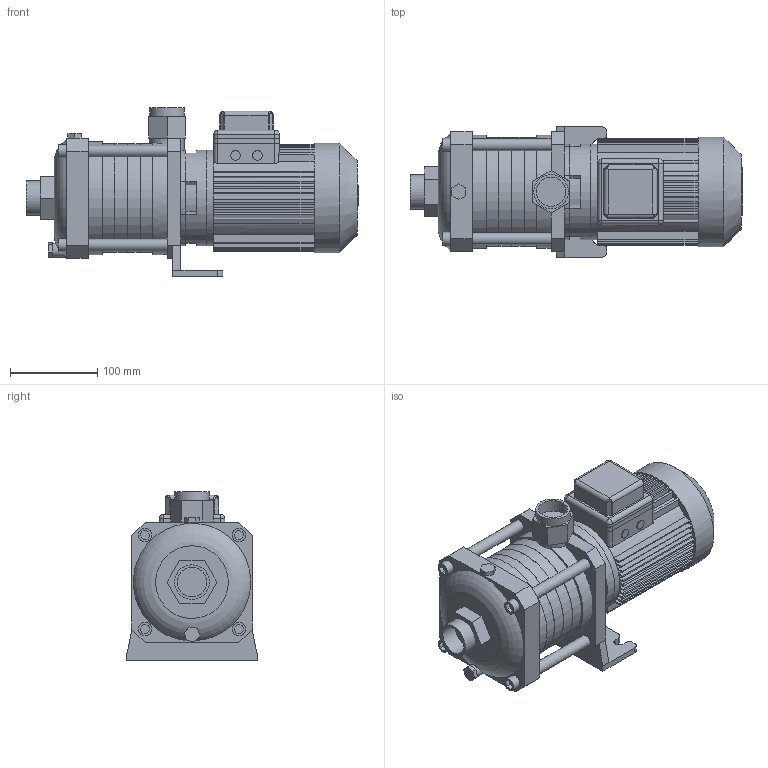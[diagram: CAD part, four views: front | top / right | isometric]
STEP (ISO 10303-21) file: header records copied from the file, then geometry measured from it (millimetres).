
FILE_DESCRIPTION(/* description */ (''),/* implementation_level */ '2;1');
FILE_NAME(/* name */ '3d_MHIL304-E-3-400-50-2-4083899.stp',/* time_stamp */ '2017-03-20T11:23:32+01:00',/* author */ ('Andrzej'),/* organization */ (''),/* preprocessor_version */ 'ST-DEVELOPER v15.5',/* originating_system */ 'AutoCAD Mechanical',/* authorisation */ '');
FILE_SCHEMA (('AUTOMOTIVE_DESIGN { 1 0 10303 214 3 1 1 }'));
Length unit declared in the file: millimetre
Products named in the file (1): Product
Bounding box: 381.6 x 150 x 194 mm (x, y, z)
Volume: 4734508.2 mm3; surface area: 442503.4 mm2
Topology: 10 solids, 10 shells, 469 faces, 1238 edges, 807 vertices
Faces by surface type: plane 313, cylinder 117, bspline 32, sphere 4, torus 2, cone 1
Full cylindrical faces by diameter (mm): 11 x2, 13.454 x4, 15 x4, 15.7 x1, 33.7 x2, 39.7 x2, 110 x3, 125 x4, 126 x1, 130 x1
Entity records: 14960 total; most frequent: CARTESIAN_POINT 3408, ORIENTED_EDGE 2394, DIRECTION 2340, EDGE_CURVE 1197, LINE 802, VECTOR 802, VERTEX_POINT 797, AXIS2_PLACEMENT_3D 769
